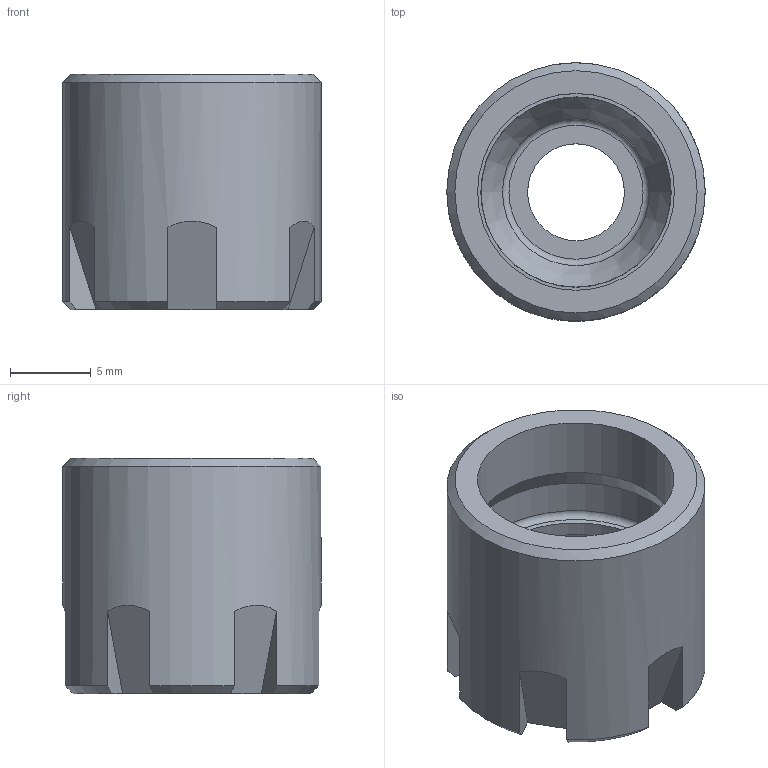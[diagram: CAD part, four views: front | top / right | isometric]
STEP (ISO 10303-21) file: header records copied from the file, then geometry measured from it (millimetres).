
FILE_DESCRIPTION(/* description */ (''),/* implementation_level */ '2;1');
FILE_NAME(/* name */ '351120600.stp',/* time_stamp */ '2022-09-21T14:30:00',/* author */ ('Ratnasingam Jekanthan'),/* organization */ ('REGO-FIX'),/* preprocessor_version */ ' Unknown',/* originating_system */ 'SIEMENS PLM Software Solid Edge ST10',/* authorization */ 'Unknown');
FILE_SCHEMA (('AUTOMOTIVE_DESIGN { 1 0 10303 214 2 1 1}'));
Length unit declared in the file: millimetre
Products named in the file (1): NOCUT
Bounding box: 16 x 16 x 14.6 mm (x, y, z)
Volume: 1439.2 mm3; surface area: 1554.9 mm2
Topology: 1 solids, 1 shells, 40 faces, 101 edges, 65 vertices
Faces by surface type: plane 22, cone 9, cylinder 6, torus 3
Full cylindrical faces by diameter (mm): 6 x1, 9.1 x1, 11.791 x1, 12.188 x1, 13.3 x1, 16 x1
Entity records: 1458 total; most frequent: DIRECTION 220, CARTESIAN_POINT 194, ORIENTED_EDGE 174, AXIS2_PLACEMENT_3D 89, EDGE_CURVE 87, VERTEX_POINT 63, EDGE_LOOP 56, FACE_BOUND 56
